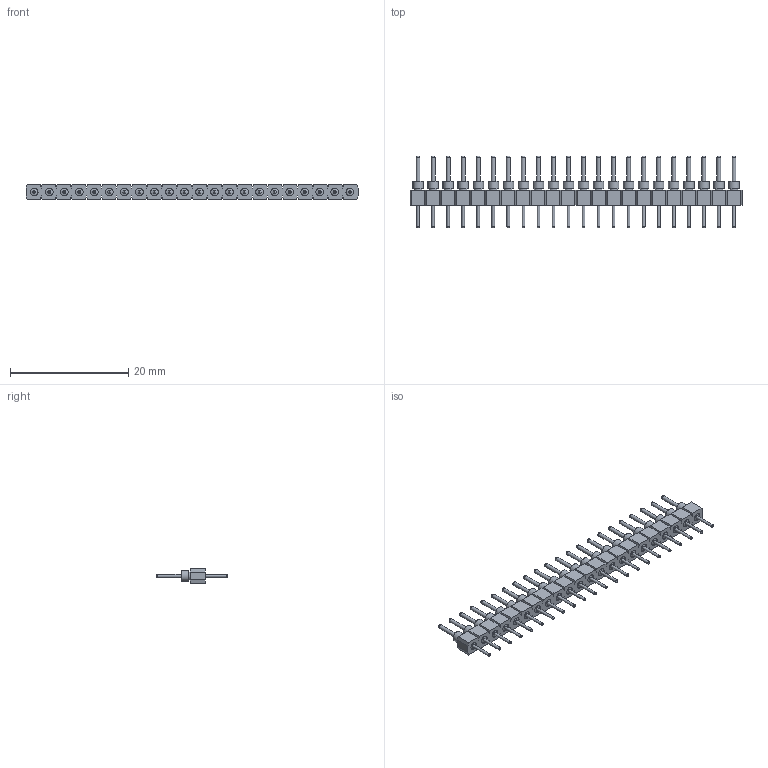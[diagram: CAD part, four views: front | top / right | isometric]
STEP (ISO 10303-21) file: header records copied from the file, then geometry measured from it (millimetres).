
FILE_DESCRIPTION(/* description */ ('STEP AP214'),/* implementation_level */ '2;1');
FILE_NAME(/* name */ 'TS-122-T-A',/* time_stamp */ '2024-09-12T20:24:34+02:00',/* author */ ('License CC BY-ND 4.0'),/* organization */ ('CADENAS'),/* preprocessor_version */ 'ST-DEVELOPER v19.3',/* originating_system */ 'PARTsolutions',/* authorisation */ ' ');
FILE_SCHEMA (('AUTOMOTIVE_DESIGN {1 0 10303 214 3 1 1}'));
Length unit declared in the file: inch
Products named in the file (3): TS-122-T-A; TS-122-G-A_socket; -101-G-A_pins
Assembly tree (23 placements, depth 2):
  TS-122-T-A
    TS-122-G-A_socket
    -101-G-A_pins  x22
Bounding box: 56.08 x 12.12 x 2.54 mm (x, y, z)
Volume: 449.5 mm3; surface area: 1692.1 mm2
Topology: 23 solids, 23 shells, 510 faces, 1084 edges, 708 vertices
Faces by surface type: plane 268, cylinder 154, cone 44, torus 44
Full cylindrical faces by diameter (mm): 0.457 x22, 0.635 x22, 1.321 x66, 1.778 x44
Entity records: 6590 total; most frequent: CARTESIAN_POINT 1112, DIRECTION 1084, ORIENTED_EDGE 1006, EDGE_CURVE 503, LINE 402, VECTOR 402, VERTEX_POINT 369, AXIS2_PLACEMENT_3D 341
